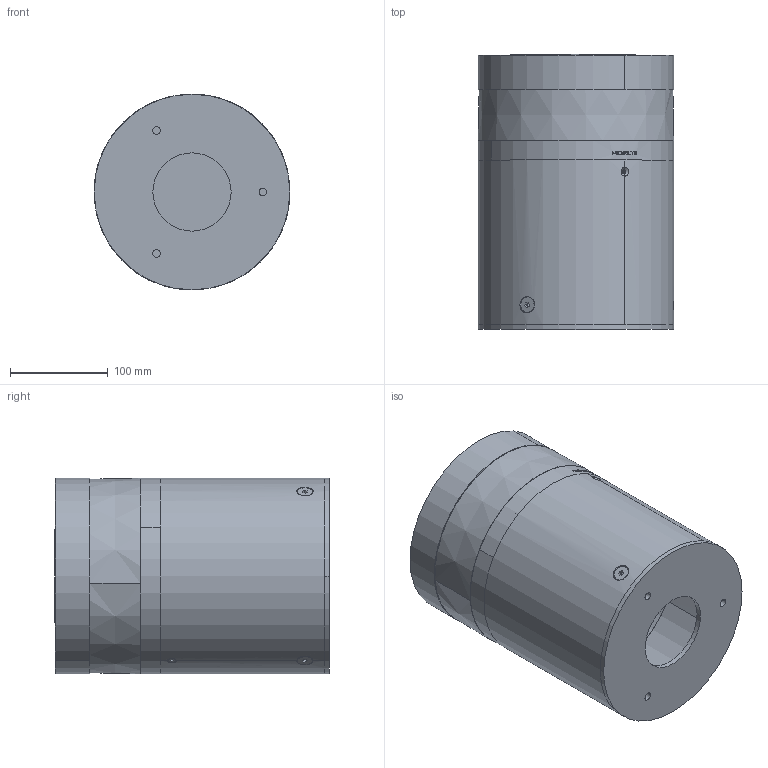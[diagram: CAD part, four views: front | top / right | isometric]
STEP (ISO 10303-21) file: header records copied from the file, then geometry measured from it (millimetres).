
FILE_DESCRIPTION (( 'STEP AP203' ), '1' );
FILE_NAME ('STAVANGER_280.STEP', '2024-02-06T06:29:27', ( '' ), ( '' ), 'SwSTEP 2.0', 'SolidWorks 2022', '' );
FILE_SCHEMA (( 'CONFIG_CONTROL_DESIGN' ));
Length unit declared in the file: millimetre
Products named in the file (12): M8x12 STOŻ_rs_M8x16; W 7_R 2_M 8890HIT_rs; M4x_rs_M4x06; W 7_PODSTAWA MOC_M 8890HIT_rs; W4_KLOSZ ITALIA_M 8890LED_rs; pan head cross recess screw_din_ISO 7045 - M4 x 8 - Z --- 8N; STAVANGER_280; W 7_KRĄŻEK 1_M 8890HIT_rs; W1 USZCZELKA_M 88_rs_; WKR STOZ IMB M4x_rs_x08; M8828LED_R 28_rs_Z odpow; GÓRA KOM_M 88 LED_rs_Domyślnaxxx
Assembly tree (11 placements, depth 3):
  M4x_rs_M4x06
  pan head cross recess screw_din_ISO 7045 - M4 x 8 - Z --- 8N
  STAVANGER_280
    GÓRA KOM_M 88 LED_rs_Domyślnaxxx
      W 7_KRĄŻEK 1_M 8890HIT_rs
      W4_KLOSZ ITALIA_M 8890LED_rs
      W 7_R 2_M 8890HIT_rs
      W1 USZCZELKA_M 88_rs_
    W 7_PODSTAWA MOC_M 8890HIT_rs
    M8x12 STOŻ_rs_M8x16  x3
    WKR STOZ IMB M4x_rs_x08
    M8828LED_R 28_rs_Z odpow
Bounding box: 200 x 281 x 200 mm (x, y, z)
Volume: 1284382.7 mm3; surface area: 615780.9 mm2
Topology: 10 solids, 10 shells, 466 faces, 1073 edges, 642 vertices
Faces by surface type: plane 129, cylinder 124, bspline 75, cone 69, torus 63, sphere 6
Entity records: 22236 total; most frequent: CARTESIAN_POINT 11979, ORIENTED_EDGE 1878, DIRECTION 1843, EDGE_CURVE 939, AXIS2_PLACEMENT_3D 785, VERTEX_POINT 580, EDGE_LOOP 479, CIRCLE 431
